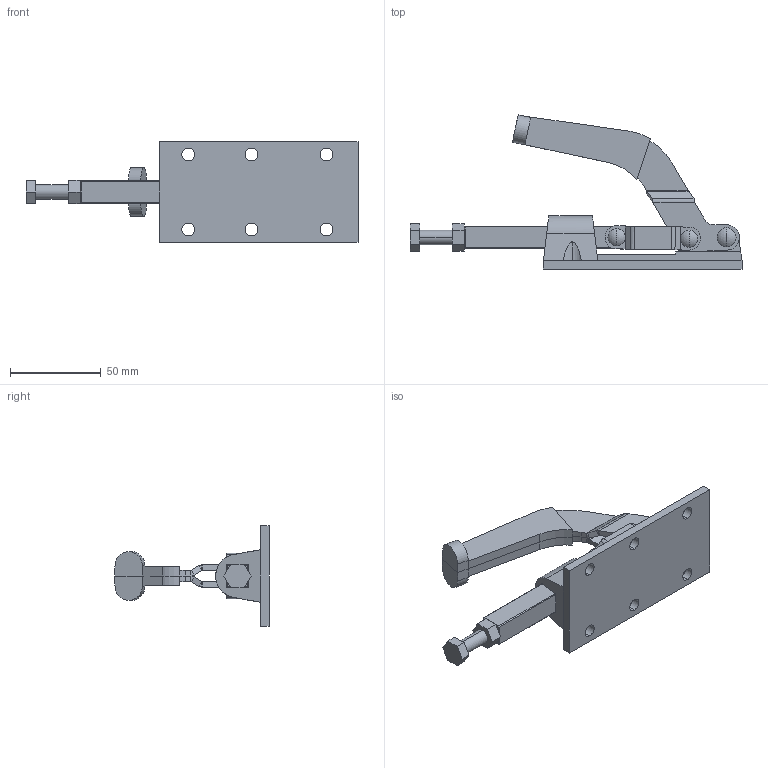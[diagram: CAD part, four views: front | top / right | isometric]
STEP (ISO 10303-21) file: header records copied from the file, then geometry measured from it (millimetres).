
FILE_DESCRIPTION (( 'STEP AP214' ), '1' );
FILE_NAME ('GH-30608M-1.STEP', '2020-02-25T07:20:23', ( 'LinWei' ), ( '' ), 'SwSTEP 2.0', 'SolidWorks 2016', '' );
FILE_SCHEMA (( 'AUTOMOTIVE_DESIGN' ));
Length unit declared in the file: millimetre
Products named in the file (6): Group5^GH-30608M-1; Group2^GH-30608M-1; Group1^GH-30608M-1; GH-30608M-1; 3302713-1^GH-30608M-1; 430608M13-1^GH-30608M-1
Assembly tree (5 placements, depth 2):
  GH-30608M-1
    Group1^GH-30608M-1
    Group2^GH-30608M-1
    Group5^GH-30608M-1
    430608M13-1^GH-30608M-1
    3302713-1^GH-30608M-1
Bounding box: 183.08 x 85.1 x 55.6 mm (x, y, z)
Volume: 91452.4 mm3; surface area: 40472.6 mm2
Topology: 5 solids, 5 shells, 293 faces, 663 edges, 392 vertices
Faces by surface type: plane 178, cylinder 77, bspline 12, torus 10, cone 10, sphere 6
Entity records: 9389 total; most frequent: CARTESIAN_POINT 1565, DIRECTION 1393, ORIENTED_EDGE 1322, EDGE_CURVE 661, AXIS2_PLACEMENT_3D 472, VECTOR 449, LINE 449, VERTEX_POINT 392
